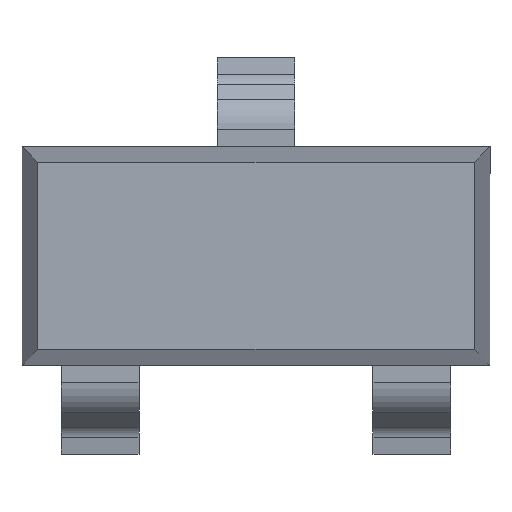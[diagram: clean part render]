
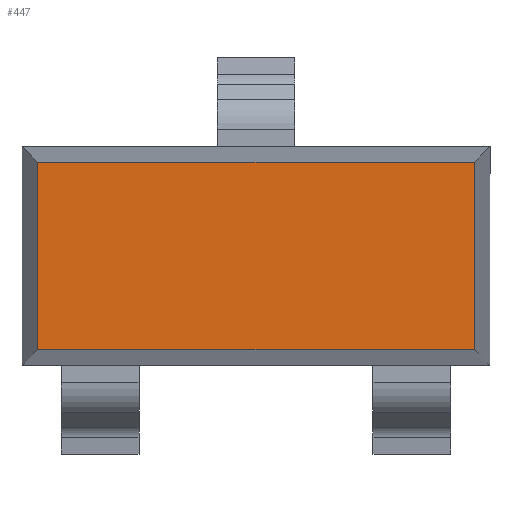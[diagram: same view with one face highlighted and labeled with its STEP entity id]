
A CAD part, top view. The second image highlights one B-rep face of the part: STEP entity #447.
In plain terms, the highlighted planar face has unit normal (0, 0, 1).
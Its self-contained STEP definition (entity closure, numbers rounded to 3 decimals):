
#55 = ORIENTED_EDGE ( 'NONE', *, *, #633, .T. ) ;
#63 = PLANE ( 'NONE',  #216 ) ;
#68 = CARTESIAN_POINT ( 'NONE',  ( 0., 0., 1. ) ) ;
#97 = DIRECTION ( 'NONE',  ( 0., -1., 0. ) ) ;
#108 = CARTESIAN_POINT ( 'NONE',  ( 0., 0.6, 1. ) ) ;
#131 = LINE ( 'NONE', #342, #919 ) ;
#216 = AXIS2_PLACEMENT_3D ( 'NONE', #68, #476, #681 ) ;
#225 = DIRECTION ( 'NONE',  ( 0., 1., 0. ) ) ;
#342 = CARTESIAN_POINT ( 'NONE',  ( 0., -0.6, 1. ) ) ;
#413 = EDGE_LOOP ( 'NONE', ( #1073, #55, #1057, #1136 ) ) ;
#424 = VERTEX_POINT ( 'NONE', #581 ) ;
#447 = ADVANCED_FACE ( 'NONE', ( #861 ), #63, .T. ) ;
#452 = CARTESIAN_POINT ( 'NONE',  ( 1.4, -0.6, 1. ) ) ;
#476 = DIRECTION ( 'NONE',  ( 0., 0., 1. ) ) ;
#507 = CARTESIAN_POINT ( 'NONE',  ( -1.4, -0.6, 1. ) ) ;
#535 = EDGE_CURVE ( 'NONE', #725, #424, #1268, .T. ) ;
#581 = CARTESIAN_POINT ( 'NONE',  ( 1.4, 0.6, 1. ) ) ;
#610 = EDGE_CURVE ( 'NONE', #424, #922, #756, .T. ) ;
#633 = EDGE_CURVE ( 'NONE', #1152, #725, #131, .T. ) ;
#681 = DIRECTION ( 'NONE',  ( 1., 0., 0. ) ) ;
#687 = CARTESIAN_POINT ( 'NONE',  ( -1.4, 0., 1. ) ) ;
#702 = VECTOR ( 'NONE', #225, 1000. ) ;
#725 = VERTEX_POINT ( 'NONE', #452 ) ;
#730 = LINE ( 'NONE', #687, #740 ) ;
#740 = VECTOR ( 'NONE', #97, 1000. ) ;
#756 = LINE ( 'NONE', #108, #1187 ) ;
#847 = CARTESIAN_POINT ( 'NONE',  ( 1.4, 0., 1. ) ) ;
#861 = FACE_OUTER_BOUND ( 'NONE', #413, .T. ) ;
#919 = VECTOR ( 'NONE', #1146, 1000. ) ;
#922 = VERTEX_POINT ( 'NONE', #1114 ) ;
#1057 = ORIENTED_EDGE ( 'NONE', *, *, #535, .T. ) ;
#1073 = ORIENTED_EDGE ( 'NONE', *, *, #1163, .T. ) ;
#1114 = CARTESIAN_POINT ( 'NONE',  ( -1.4, 0.6, 1. ) ) ;
#1128 = DIRECTION ( 'NONE',  ( -1., 0., 0. ) ) ;
#1136 = ORIENTED_EDGE ( 'NONE', *, *, #610, .T. ) ;
#1146 = DIRECTION ( 'NONE',  ( 1., 0., 0. ) ) ;
#1152 = VERTEX_POINT ( 'NONE', #507 ) ;
#1163 = EDGE_CURVE ( 'NONE', #922, #1152, #730, .T. ) ;
#1187 = VECTOR ( 'NONE', #1128, 1000. ) ;
#1268 = LINE ( 'NONE', #847, #702 ) ;
